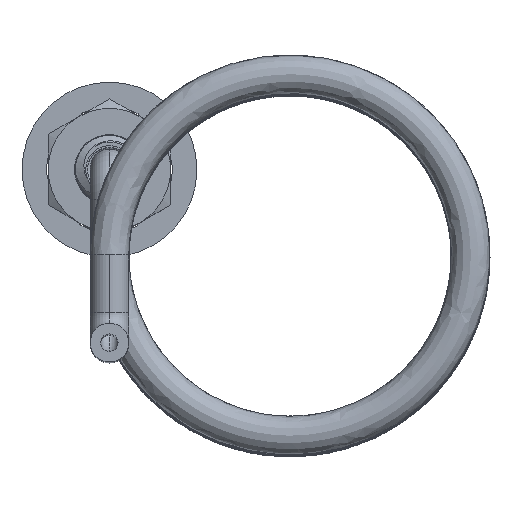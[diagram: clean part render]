
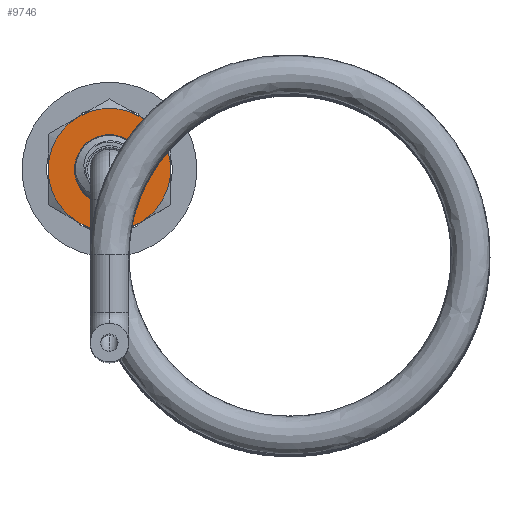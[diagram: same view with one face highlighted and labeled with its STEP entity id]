
A CAD part, top view. The second image highlights one B-rep face of the part: STEP entity #9746.
In plain terms, the highlighted planar face has unit normal (0, 0, 1).
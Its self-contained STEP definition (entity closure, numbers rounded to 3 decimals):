
#8941=CARTESIAN_POINT('',(0.,0.,0.));
#8942=DIRECTION('',(0.,0.,-1.));
#8943=DIRECTION('',(1.,0.,0.));
#8944=AXIS2_PLACEMENT_3D('',#8941,#8942,#8943);
#8946=CARTESIAN_POINT('',(0.,0.,0.));
#8947=DIRECTION('',(0.,0.,-1.));
#8948=DIRECTION('',(0.5,-0.866,0.));
#8949=AXIS2_PLACEMENT_3D('',#8946,#8947,#8948);
#8951=CARTESIAN_POINT('',(0.,0.,0.));
#8952=DIRECTION('',(0.,0.,-1.));
#8953=DIRECTION('',(-0.5,-0.866,0.));
#8954=AXIS2_PLACEMENT_3D('',#8951,#8952,#8953);
#8956=CARTESIAN_POINT('',(0.,0.,0.));
#8957=DIRECTION('',(0.,0.,-1.));
#8958=DIRECTION('',(-1.,0.,0.));
#8959=AXIS2_PLACEMENT_3D('',#8956,#8957,#8958);
#8961=CARTESIAN_POINT('',(0.,0.,0.));
#8962=DIRECTION('',(0.,0.,-1.));
#8963=DIRECTION('',(-0.5,0.866,0.));
#8964=AXIS2_PLACEMENT_3D('',#8961,#8962,#8963);
#8966=CARTESIAN_POINT('',(0.,0.,0.));
#8967=DIRECTION('',(0.,0.,-1.));
#8968=DIRECTION('',(0.5,0.866,0.));
#8969=AXIS2_PLACEMENT_3D('',#8966,#8967,#8968);
#8988=CARTESIAN_POINT('',(0.,0.,0.));
#8989=DIRECTION('',(0.,0.,-1.));
#8990=DIRECTION('',(-1.,0.,0.));
#8991=AXIS2_PLACEMENT_3D('',#8988,#8989,#8990);
#8997=CARTESIAN_POINT('',(0.,0.,0.));
#8998=DIRECTION('',(0.,0.,-1.));
#8999=DIRECTION('',(1.,0.,0.));
#9000=AXIS2_PLACEMENT_3D('',#8997,#8998,#8999);
#9411=CARTESIAN_POINT('',(3.5,0.,0.));
#9412=CARTESIAN_POINT('',(1.75,-3.031,0.));
#9413=VERTEX_POINT('',#9411);
#9414=VERTEX_POINT('',#9412);
#9415=CARTESIAN_POINT('',(-2.,0.,0.));
#9416=CARTESIAN_POINT('',(2.,0.,0.));
#9417=VERTEX_POINT('',#9415);
#9418=VERTEX_POINT('',#9416);
#9442=CARTESIAN_POINT('',(-1.75,-3.031,0.));
#9443=VERTEX_POINT('',#9442);
#9444=CARTESIAN_POINT('',(-3.5,0.,0.));
#9445=VERTEX_POINT('',#9444);
#9446=CARTESIAN_POINT('',(-1.75,3.031,0.));
#9447=CARTESIAN_POINT('',(1.75,3.031,0.));
#9448=VERTEX_POINT('',#9446);
#9449=VERTEX_POINT('',#9447);
#9722=CARTESIAN_POINT('',(-7.,0.,0.));
#9723=DIRECTION('',(0.,0.,1.));
#9724=DIRECTION('',(1.,0.,0.));
#9725=AXIS2_PLACEMENT_3D('',#9722,#9723,#9724);
#9726=PLANE('',#9725);
#9727=ORIENTED_EDGE('',*,*,#9717,.T.);
#9729=ORIENTED_EDGE('',*,*,#9728,.T.);
#9731=ORIENTED_EDGE('',*,*,#9730,.T.);
#9733=ORIENTED_EDGE('',*,*,#9732,.T.);
#9735=ORIENTED_EDGE('',*,*,#9734,.T.);
#9737=ORIENTED_EDGE('',*,*,#9736,.T.);
#9738=EDGE_LOOP('',(#9727,#9729,#9731,#9733,#9735,#9737));
#9739=FACE_OUTER_BOUND('',#9738,.F.);
#9741=ORIENTED_EDGE('',*,*,#9740,.F.);
#9743=ORIENTED_EDGE('',*,*,#9742,.F.);
#9744=EDGE_LOOP('',(#9741,#9743));
#9745=FACE_BOUND('',#9744,.F.);
#9746=ADVANCED_FACE('',(#9739,#9745),#9726,.T.);
#8945=CIRCLE('',#8944,3.5);
#8950=CIRCLE('',#8949,3.5);
#8955=CIRCLE('',#8954,3.5);
#8960=CIRCLE('',#8959,3.5);
#8965=CIRCLE('',#8964,3.5);
#8970=CIRCLE('',#8969,3.5);
#8992=CIRCLE('',#8991,2.);
#9001=CIRCLE('',#9000,2.);
#9717=EDGE_CURVE('',#9413,#9414,#8945,.T.);
#9728=EDGE_CURVE('',#9414,#9443,#8950,.T.);
#9730=EDGE_CURVE('',#9443,#9445,#8955,.T.);
#9732=EDGE_CURVE('',#9445,#9448,#8960,.T.);
#9734=EDGE_CURVE('',#9448,#9449,#8965,.T.);
#9736=EDGE_CURVE('',#9449,#9413,#8970,.T.);
#9740=EDGE_CURVE('',#9417,#9418,#8992,.T.);
#9742=EDGE_CURVE('',#9418,#9417,#9001,.T.);
